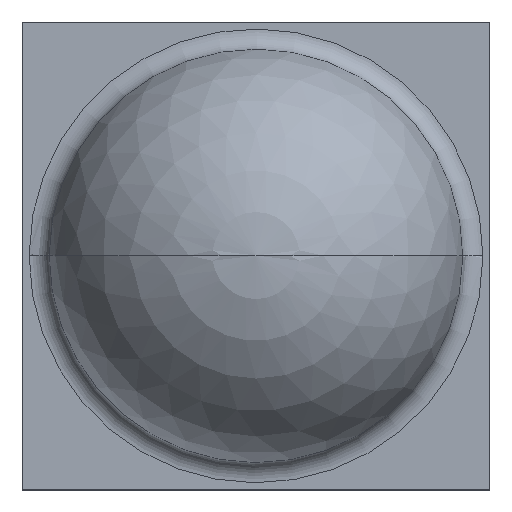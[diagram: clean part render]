
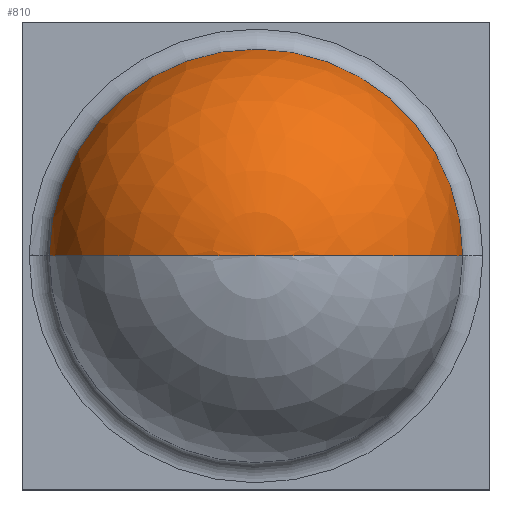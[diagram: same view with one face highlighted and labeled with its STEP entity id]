
A CAD part, top view. The second image highlights one B-rep face of the part: STEP entity #810.
In plain terms, the highlighted spherical face has radius 1.086 mm.
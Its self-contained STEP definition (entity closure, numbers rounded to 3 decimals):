
#133=CARTESIAN_POINT('',(0.,0.,0.097));
#134=DIRECTION('',(0.,0.,-1.));
#135=DIRECTION('',(-1.,0.,0.));
#136=AXIS2_PLACEMENT_3D('',#133,#134,#135);
#138=CARTESIAN_POINT('',(0.,0.,0.097));
#139=DIRECTION('',(0.,0.,-1.));
#140=DIRECTION('',(-1.,0.011,0.));
#141=AXIS2_PLACEMENT_3D('',#138,#139,#140);
#143=CARTESIAN_POINT('',(0.,0.,0.));
#144=DIRECTION('',(0.,-1.,0.));
#145=DIRECTION('',(0.996,0.,0.089));
#146=AXIS2_PLACEMENT_3D('',#143,#144,#145);
#148=CARTESIAN_POINT('',(0.,0.,0.));
#149=DIRECTION('',(0.,-1.,0.));
#150=DIRECTION('',(0.,0.,1.));
#151=AXIS2_PLACEMENT_3D('',#148,#149,#150);
#525=CARTESIAN_POINT('',(-1.082,0.,
0.097));
#526=VERTEX_POINT('',#525);
#527=CARTESIAN_POINT('',(-1.082,0.012,
0.097));
#528=VERTEX_POINT('',#527);
#529=CARTESIAN_POINT('',(1.082,0.,
0.097));
#530=VERTEX_POINT('',#529);
#533=CARTESIAN_POINT('',(0.,0.,1.086));
#534=VERTEX_POINT('',#533);
#799=CARTESIAN_POINT('',(0.,0.,0.));
#800=DIRECTION('',(0.,0.,-1.));
#801=DIRECTION('',(-1.,0.,0.));
#802=AXIS2_PLACEMENT_3D('',#799,#800,#801);
#803=SPHERICAL_SURFACE('',#802,1.086);
#804=ORIENTED_EDGE('',*,*,#762,.T.);
#805=ORIENTED_EDGE('',*,*,#760,.T.);
#806=ORIENTED_EDGE('',*,*,#794,.T.);
#807=ORIENTED_EDGE('',*,*,#792,.T.);
#808=EDGE_LOOP('',(#804,#805,#806,#807));
#809=FACE_OUTER_BOUND('',#808,.F.);
#810=ADVANCED_FACE('',(#809),#803,.T.);
#137=CIRCLE('',#136,1.082);
#142=CIRCLE('',#141,1.082);
#147=CIRCLE('',#146,1.086);
#152=CIRCLE('',#151,1.086);
#760=EDGE_CURVE('',#528,#530,#142,.T.);
#762=EDGE_CURVE('',#526,#528,#137,.T.);
#792=EDGE_CURVE('',#534,#526,#152,.T.);
#794=EDGE_CURVE('',#530,#534,#147,.T.);
